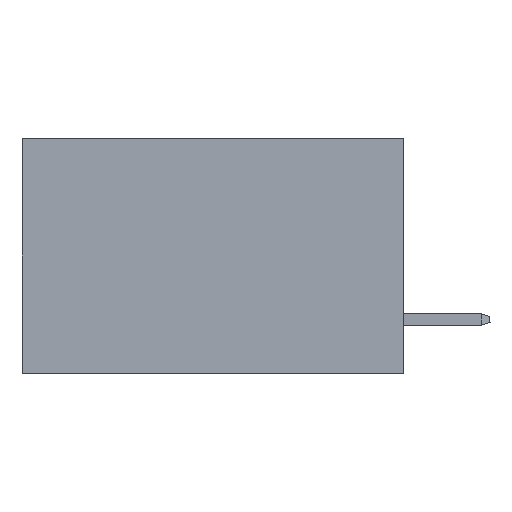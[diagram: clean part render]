
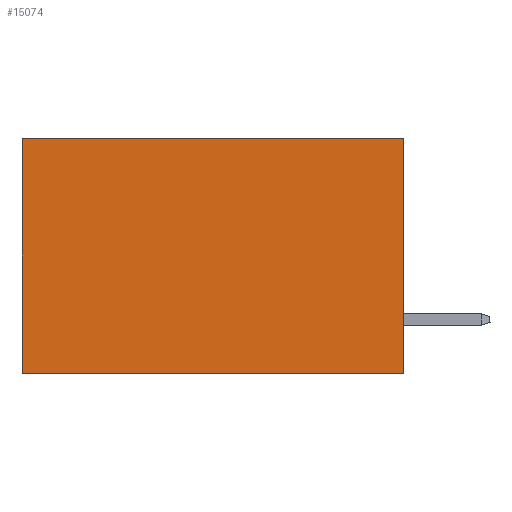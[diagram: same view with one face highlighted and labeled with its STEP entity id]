
A CAD part, left-side view. The second image highlights one B-rep face of the part: STEP entity #15074.
In plain terms, the highlighted planar face has unit normal (-1, 0, 0).
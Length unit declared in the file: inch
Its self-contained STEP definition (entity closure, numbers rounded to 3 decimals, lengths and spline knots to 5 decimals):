
#4 = VERTEX_POINT ( 'NONE', #17689 ) ;
#1110 = ORIENTED_EDGE ( 'NONE', *, *, #30177, .F. ) ;
#1481 = DIRECTION ( 'NONE',  ( 0., 0., -1. ) ) ;
#1582 = LINE ( 'NONE', #19295, #24600 ) ;
#3275 = EDGE_CURVE ( 'NONE', #4, #29878, #19460, .T. ) ;
#3993 = DIRECTION ( 'NONE',  ( 1., 0., 0. ) ) ;
#5601 = CARTESIAN_POINT ( 'NONE',  ( 0.2875, 0.6, -0.37 ) ) ;
#5925 = CARTESIAN_POINT ( 'NONE',  ( 0.2875, 0., 0. ) ) ;
#6560 = VERTEX_POINT ( 'NONE', #5925 ) ;
#8756 = VECTOR ( 'NONE', #31514, 39.37008 ) ;
#9438 = VECTOR ( 'NONE', #14647, 39.37008 ) ;
#9589 = AXIS2_PLACEMENT_3D ( 'NONE', #24551, #3993, #1481 ) ;
#10071 = VERTEX_POINT ( 'NONE', #25490 ) ;
#10580 = EDGE_LOOP ( 'NONE', ( #21960, #19678, #1110, #17605 ) ) ;
#11706 = CARTESIAN_POINT ( 'NONE',  ( 0.2875, 0.6, 0. ) ) ;
#11872 = DIRECTION ( 'NONE',  ( 0., 0., -1. ) ) ;
#12302 = CARTESIAN_POINT ( 'NONE',  ( 0.2875, 0., 0. ) ) ;
#14647 = DIRECTION ( 'NONE',  ( 0., 0., -1. ) ) ;
#15074 = ADVANCED_FACE ( 'NONE', ( #27067 ), #29271, .F. ) ;
#15452 = VECTOR ( 'NONE', #11872, 39.37008 ) ;
#17605 = ORIENTED_EDGE ( 'NONE', *, *, #33181, .T. ) ;
#17689 = CARTESIAN_POINT ( 'NONE',  ( 0.2875, 0.6, 0. ) ) ;
#17850 = LINE ( 'NONE', #12302, #9438 ) ;
#19295 = CARTESIAN_POINT ( 'NONE',  ( 0.2875, 0., 0. ) ) ;
#19460 = LINE ( 'NONE', #11706, #15452 ) ;
#19678 = ORIENTED_EDGE ( 'NONE', *, *, #21446, .F. ) ;
#21259 = LINE ( 'NONE', #24116, #8756 ) ;
#21446 = EDGE_CURVE ( 'NONE', #10071, #29878, #21259, .T. ) ;
#21960 = ORIENTED_EDGE ( 'NONE', *, *, #3275, .T. ) ;
#24116 = CARTESIAN_POINT ( 'NONE',  ( 0.2875, 0., -0.37 ) ) ;
#24551 = CARTESIAN_POINT ( 'NONE',  ( 0.2875, 0., 0. ) ) ;
#24600 = VECTOR ( 'NONE', #26857, 39.37008 ) ;
#25490 = CARTESIAN_POINT ( 'NONE',  ( 0.2875, 0., -0.37 ) ) ;
#26857 = DIRECTION ( 'NONE',  ( 0., 1., 0. ) ) ;
#27067 = FACE_OUTER_BOUND ( 'NONE', #10580, .T. ) ;
#29271 = PLANE ( 'NONE',  #9589 ) ;
#29878 = VERTEX_POINT ( 'NONE', #5601 ) ;
#30177 = EDGE_CURVE ( 'NONE', #6560, #10071, #17850, .T. ) ;
#31514 = DIRECTION ( 'NONE',  ( 0., 1., 0. ) ) ;
#33181 = EDGE_CURVE ( 'NONE', #6560, #4, #1582, .T. ) ;
